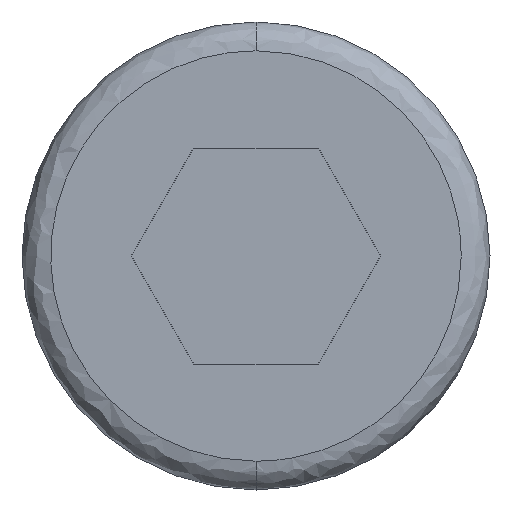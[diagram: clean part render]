
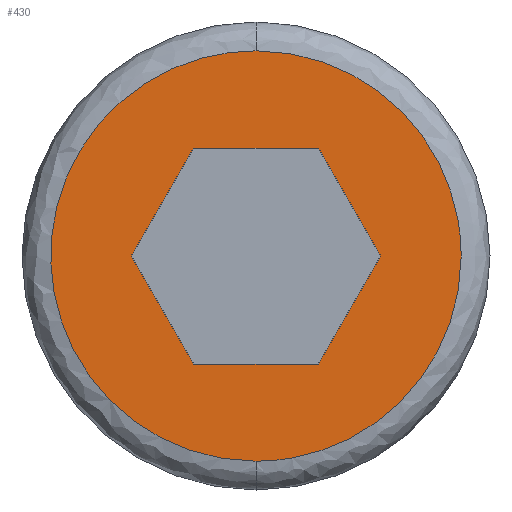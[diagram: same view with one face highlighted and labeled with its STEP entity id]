
A CAD part, front view. The second image highlights one B-rep face of the part: STEP entity #430.
In plain terms, the highlighted planar face has unit normal (0, -1, 0).
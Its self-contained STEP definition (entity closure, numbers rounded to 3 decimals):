
#9 = AXIS2_PLACEMENT_3D ( 'NONE', #185, #381, #450 ) ;
#10 = CARTESIAN_POINT ( 'NONE',  ( 0., -8., -3. ) ) ;
#15 = CARTESIAN_POINT ( 'NONE',  ( 1.732, -8., -3. ) ) ;
#46 = EDGE_CURVE ( 'NONE', #76, #73, #815, .T. ) ;
#57 =( BOUNDED_CURVE ( )  B_SPLINE_CURVE ( 3, ( #746, #499, #179, #374 ),
 .UNSPECIFIED., .F., .F. ) 
 B_SPLINE_CURVE_WITH_KNOTS ( ( 4, 4 ),
 ( 0., 0.333 ),
 .UNSPECIFIED. ) 
 CURVE ( )  GEOMETRIC_REPRESENTATION_ITEM ( )  RATIONAL_B_SPLINE_CURVE ( ( 1., 0.805, 0.805, 1. ) ) 
 REPRESENTATION_ITEM ( '' )  );
#68 = LINE ( 'NONE', #730, #391 ) ;
#73 = VERTEX_POINT ( 'NONE', #15 ) ;
#76 = VERTEX_POINT ( 'NONE', #91 ) ;
#81 = CARTESIAN_POINT ( 'NONE',  ( -3.464, -8., 0. ) ) ;
#91 = CARTESIAN_POINT ( 'NONE',  ( 3.464, -8., 0. ) ) ;
#95 = CARTESIAN_POINT ( 'NONE',  ( 5.7, -8., 3.339 ) ) ;
#125 = CARTESIAN_POINT ( 'NONE',  ( 3.464, -8., 0. ) ) ;
#130 = ORIENTED_EDGE ( 'NONE', *, *, #621, .T. ) ;
#137 = EDGE_LOOP ( 'NONE', ( #158, #625, #130, #161, #768, #519 ) ) ;
#141 = VERTEX_POINT ( 'NONE', #711 ) ;
#155 = CARTESIAN_POINT ( 'NONE',  ( -3.464, -8., 0. ) ) ;
#158 = ORIENTED_EDGE ( 'NONE', *, *, #273, .T. ) ;
#160 = CARTESIAN_POINT ( 'NONE',  ( -3.339, -8., 5.7 ) ) ;
#161 = ORIENTED_EDGE ( 'NONE', *, *, #418, .T. ) ;
#170 = VERTEX_POINT ( 'NONE', #408 ) ;
#179 = CARTESIAN_POINT ( 'NONE',  ( 3.339, -8., -5.7 ) ) ;
#181 = VECTOR ( 'NONE', #310, 1000. ) ;
#185 = CARTESIAN_POINT ( 'NONE',  ( 0., -8., 0. ) ) ;
#197 = EDGE_LOOP ( 'NONE', ( #311, #683, #702 ) ) ;
#200 = EDGE_CURVE ( 'NONE', #772, #141, #505, .T. ) ;
#207 = LINE ( 'NONE', #620, #181 ) ;
#227 = CARTESIAN_POINT ( 'NONE',  ( -1.732, -8., -3. ) ) ;
#255 = VECTOR ( 'NONE', #766, 1000. ) ;
#262 = VERTEX_POINT ( 'NONE', #279 ) ;
#265 =( BOUNDED_CURVE ( )  B_SPLINE_CURVE ( 3, ( #278, #411, #95, #536 ),
 .UNSPECIFIED., .F., .F. ) 
 B_SPLINE_CURVE_WITH_KNOTS ( ( 4, 4 ),
 ( 0., 1. ),
 .UNSPECIFIED. ) 
 CURVE ( )  GEOMETRIC_REPRESENTATION_ITEM ( )  RATIONAL_B_SPLINE_CURVE ( ( 1., 0.805, 0.805, 1. ) ) 
 REPRESENTATION_ITEM ( '' )  );
#273 = EDGE_CURVE ( 'NONE', #170, #76, #68, .T. ) ;
#278 = CARTESIAN_POINT ( 'NONE',  ( 0., -8., 5.7 ) ) ;
#279 = CARTESIAN_POINT ( 'NONE',  ( 0., -8., 5.7 ) ) ;
#285 = VECTOR ( 'NONE', #797, 1000. ) ;
#310 = DIRECTION ( 'NONE',  ( -0.5, 0., 0.866 ) ) ;
#311 = ORIENTED_EDGE ( 'NONE', *, *, #805, .F. ) ;
#315 = CARTESIAN_POINT ( 'NONE',  ( 0., -8., 3. ) ) ;
#325 = EDGE_CURVE ( 'NONE', #331, #560, #57, .T. ) ;
#331 = VERTEX_POINT ( 'NONE', #738 ) ;
#338 = DIRECTION ( 'NONE',  ( -1., 0., 0. ) ) ;
#374 = CARTESIAN_POINT ( 'NONE',  ( 0., -8., -5.7 ) ) ;
#381 = DIRECTION ( 'NONE',  ( 0., -1., 0. ) ) ;
#391 = VECTOR ( 'NONE', #724, 1000. ) ;
#408 = CARTESIAN_POINT ( 'NONE',  ( 1.732, -8., 3. ) ) ;
#409 = CARTESIAN_POINT ( 'NONE',  ( 0., -8., 5.7 ) ) ;
#411 = CARTESIAN_POINT ( 'NONE',  ( 3.339, -8., 5.7 ) ) ;
#417 = CARTESIAN_POINT ( 'NONE',  ( 0., -8., -5.7 ) ) ;
#418 = EDGE_CURVE ( 'NONE', #697, #772, #207, .T. ) ;
#430 = ADVANCED_FACE ( 'NONE', ( #500, #722 ), #506, .T. ) ;
#450 = DIRECTION ( 'NONE',  ( 0., 0., -1. ) ) ;
#499 = CARTESIAN_POINT ( 'NONE',  ( 5.7, -8., -3.339 ) ) ;
#500 = FACE_BOUND ( 'NONE', #137, .T. ) ;
#505 = LINE ( 'NONE', #81, #255 ) ;
#506 = PLANE ( 'NONE',  #9 ) ;
#519 = ORIENTED_EDGE ( 'NONE', *, *, #543, .T. ) ;
#534 = CARTESIAN_POINT ( 'NONE',  ( -5.7, -8., -3.339 ) ) ;
#536 = CARTESIAN_POINT ( 'NONE',  ( 5.7, -8., 0. ) ) ;
#538 = CARTESIAN_POINT ( 'NONE',  ( -5.7, -8., 0. ) ) ;
#543 = EDGE_CURVE ( 'NONE', #141, #170, #740, .T. ) ;
#544 = CARTESIAN_POINT ( 'NONE',  ( -5.7, -8., 3.339 ) ) ;
#551 =( BOUNDED_CURVE ( )  B_SPLINE_CURVE ( 3, ( #417, #781, #534, #538, #544, #160, #409 ),
 .UNSPECIFIED., .F., .F. ) 
 B_SPLINE_CURVE_WITH_KNOTS ( ( 4, 3, 4 ),
 ( 0.333, 0.667, 1. ),
 .UNSPECIFIED. ) 
 CURVE ( )  GEOMETRIC_REPRESENTATION_ITEM ( )  RATIONAL_B_SPLINE_CURVE ( ( 1., 0.805, 0.805, 1., 0.805, 0.805, 1. ) ) 
 REPRESENTATION_ITEM ( '' )  );
#560 = VERTEX_POINT ( 'NONE', #698 ) ;
#620 = CARTESIAN_POINT ( 'NONE',  ( -1.732, -8., -3. ) ) ;
#621 = EDGE_CURVE ( 'NONE', #73, #697, #795, .T. ) ;
#625 = ORIENTED_EDGE ( 'NONE', *, *, #46, .T. ) ;
#627 = DIRECTION ( 'NONE',  ( -0.5, 0., -0.866 ) ) ;
#646 = VECTOR ( 'NONE', #627, 1000. ) ;
#683 = ORIENTED_EDGE ( 'NONE', *, *, #696, .F. ) ;
#696 = EDGE_CURVE ( 'NONE', #560, #262, #551, .T. ) ;
#697 = VERTEX_POINT ( 'NONE', #227 ) ;
#698 = CARTESIAN_POINT ( 'NONE',  ( 0., -8., -5.7 ) ) ;
#702 = ORIENTED_EDGE ( 'NONE', *, *, #325, .F. ) ;
#703 = VECTOR ( 'NONE', #338, 1000. ) ;
#711 = CARTESIAN_POINT ( 'NONE',  ( -1.732, -8., 3. ) ) ;
#722 = FACE_OUTER_BOUND ( 'NONE', #197, .T. ) ;
#724 = DIRECTION ( 'NONE',  ( 0.5, 0., -0.866 ) ) ;
#730 = CARTESIAN_POINT ( 'NONE',  ( 1.732, -8., 3. ) ) ;
#738 = CARTESIAN_POINT ( 'NONE',  ( 5.7, -8., 0. ) ) ;
#740 = LINE ( 'NONE', #315, #285 ) ;
#746 = CARTESIAN_POINT ( 'NONE',  ( 5.7, -8., 0. ) ) ;
#766 = DIRECTION ( 'NONE',  ( 0.5, 0., 0.866 ) ) ;
#768 = ORIENTED_EDGE ( 'NONE', *, *, #200, .T. ) ;
#772 = VERTEX_POINT ( 'NONE', #155 ) ;
#781 = CARTESIAN_POINT ( 'NONE',  ( -3.339, -8., -5.7 ) ) ;
#795 = LINE ( 'NONE', #10, #703 ) ;
#797 = DIRECTION ( 'NONE',  ( 1., 0., 0. ) ) ;
#805 = EDGE_CURVE ( 'NONE', #262, #331, #265, .T. ) ;
#815 = LINE ( 'NONE', #125, #646 ) ;
